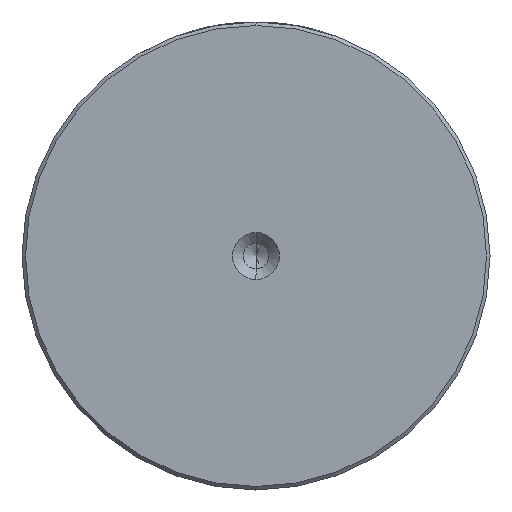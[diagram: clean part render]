
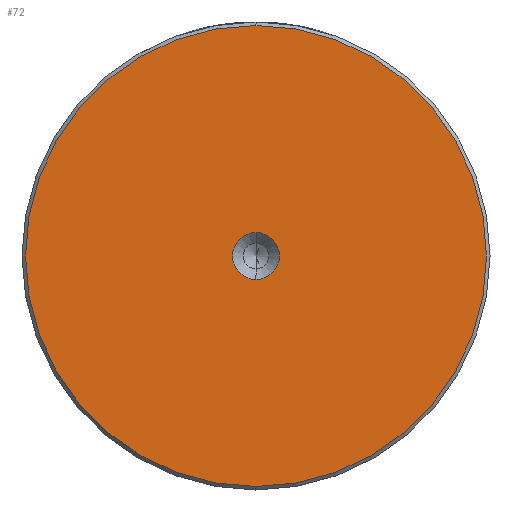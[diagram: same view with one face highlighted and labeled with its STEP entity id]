
A CAD part, left-side view. The second image highlights one B-rep face of the part: STEP entity #72.
In plain terms, the highlighted planar face has unit normal (-1, 0, 0).
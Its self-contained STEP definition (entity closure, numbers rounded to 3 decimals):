
#33 = VERTEX_POINT ( 'NONE', #2462 ) ;
#67 = CARTESIAN_POINT ( 'NONE',  ( 0., 0., 0. ) ) ;
#72 = ADVANCED_FACE ( 'NONE', ( #214, #894 ), #299, .T. ) ;
#111 = ORIENTED_EDGE ( 'NONE', *, *, #2260, .F. ) ;
#139 = DIRECTION ( 'NONE',  ( -1., 0., 0. ) ) ;
#164 = AXIS2_PLACEMENT_3D ( 'NONE', #450, #2192, #713 ) ;
#196 = ORIENTED_EDGE ( 'NONE', *, *, #1804, .T. ) ;
#214 = FACE_OUTER_BOUND ( 'NONE', #2920, .T. ) ;
#299 = PLANE ( 'NONE',  #2065 ) ;
#308 = DIRECTION ( 'NONE',  ( 0., 0., 1. ) ) ;
#338 = CARTESIAN_POINT ( 'NONE',  ( 0., 0., -3.3 ) ) ;
#450 = CARTESIAN_POINT ( 'NONE',  ( 0., 0., 0. ) ) ;
#455 = AXIS2_PLACEMENT_3D ( 'NONE', #525, #2262, #784 ) ;
#525 = CARTESIAN_POINT ( 'NONE',  ( 0., 0., 0. ) ) ;
#526 = CIRCLE ( 'NONE', #455, 32.5 ) ;
#574 = ORIENTED_EDGE ( 'NONE', *, *, #1656, .T. ) ;
#713 = DIRECTION ( 'NONE',  ( 0., 0., 1. ) ) ;
#784 = DIRECTION ( 'NONE',  ( 0., 0., 1. ) ) ;
#894 = FACE_BOUND ( 'NONE', #2288, .T. ) ;
#947 = VERTEX_POINT ( 'NONE', #338 ) ;
#1159 = ORIENTED_EDGE ( 'NONE', *, *, #3147, .F. ) ;
#1221 = DIRECTION ( 'NONE',  ( -1., 0., 0. ) ) ;
#1281 = CIRCLE ( 'NONE', #2687, 32.5 ) ;
#1392 = VERTEX_POINT ( 'NONE', #2309 ) ;
#1655 = CARTESIAN_POINT ( 'NONE',  ( 0., 0., 0. ) ) ;
#1656 = EDGE_CURVE ( 'NONE', #1392, #33, #1281, .T. ) ;
#1804 = EDGE_CURVE ( 'NONE', #33, #1392, #526, .T. ) ;
#1818 = DIRECTION ( 'NONE',  ( -1., 0., 0. ) ) ;
#1897 = DIRECTION ( 'NONE',  ( 0., 0., 1. ) ) ;
#2065 = AXIS2_PLACEMENT_3D ( 'NONE', #67, #1818, #308 ) ;
#2192 = DIRECTION ( 'NONE',  ( -1., 0., 0. ) ) ;
#2260 = EDGE_CURVE ( 'NONE', #947, #2416, #3010, .T. ) ;
#2262 = DIRECTION ( 'NONE',  ( -1., 0., 0. ) ) ;
#2288 = EDGE_LOOP ( 'NONE', ( #1159, #111 ) ) ;
#2309 = CARTESIAN_POINT ( 'NONE',  ( 0., 0., -32.5 ) ) ;
#2416 = VERTEX_POINT ( 'NONE', #3111 ) ;
#2438 = AXIS2_PLACEMENT_3D ( 'NONE', #2698, #1221, #2939 ) ;
#2462 = CARTESIAN_POINT ( 'NONE',  ( 0., 0., 32.5 ) ) ;
#2578 = CIRCLE ( 'NONE', #2438, 3.3 ) ;
#2687 = AXIS2_PLACEMENT_3D ( 'NONE', #1655, #139, #1897 ) ;
#2698 = CARTESIAN_POINT ( 'NONE',  ( 0., 0., 0. ) ) ;
#2920 = EDGE_LOOP ( 'NONE', ( #574, #196 ) ) ;
#2939 = DIRECTION ( 'NONE',  ( 0., 0., 1. ) ) ;
#3010 = CIRCLE ( 'NONE', #164, 3.3 ) ;
#3111 = CARTESIAN_POINT ( 'NONE',  ( 0., 0., 3.3 ) ) ;
#3147 = EDGE_CURVE ( 'NONE', #2416, #947, #2578, .T. ) ;
